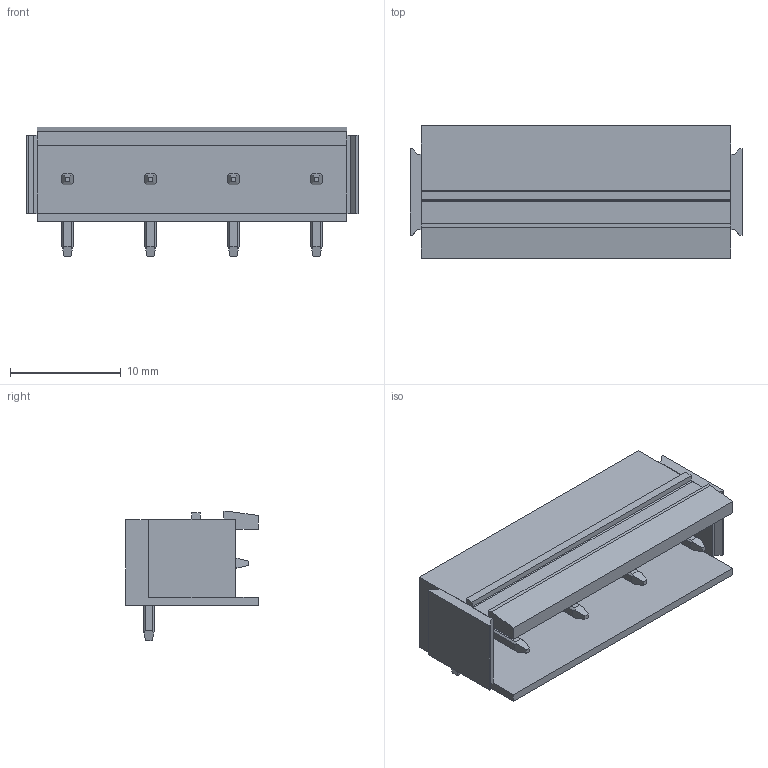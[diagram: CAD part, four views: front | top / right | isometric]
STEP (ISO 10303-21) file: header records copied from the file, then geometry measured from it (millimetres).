
FILE_DESCRIPTION(('CATIA V5 STEP Exchange','CAx-IF Rec.Pracs.--- Model Styling and Organization---1.2---2011-12-15'),'2;1');
FILE_NAME ('D1453812_0_1628490000_1628490000.stp','2018-10-29T04:13:21+00:00',('none'),('Weidmueller'),'CATIA Version 5-6 Release 2014','CATIA V5 STEP AP214','none');
FILE_SCHEMA(('AUTOMOTIVE_DESIGN { 1 0 10303 214 1 1 1 1 }'));
Length unit declared in the file: millimetre
Products named in the file (1): 1628490000
Bounding box: 30 x 12 x 11.7 mm (x, y, z)
Volume: 1341.1 mm3; surface area: 2253.9 mm2
Topology: 5 solids, 5 shells, 199 faces, 523 edges, 334 vertices
Faces by surface type: plane 133, cylinder 66
Entity records: 5505 total; most frequent: CARTESIAN_POINT 1252, ORIENTED_EDGE 1046, DIRECTION 593, EDGE_CURVE 517, VECTOR 353, LINE 353, VERTEX_POINT 326, EDGE_LOOP 207
